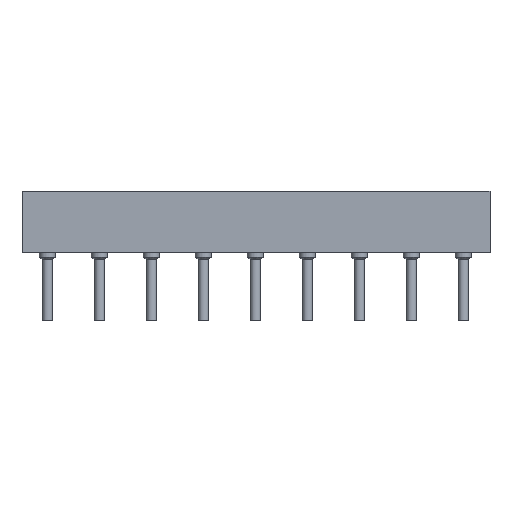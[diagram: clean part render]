
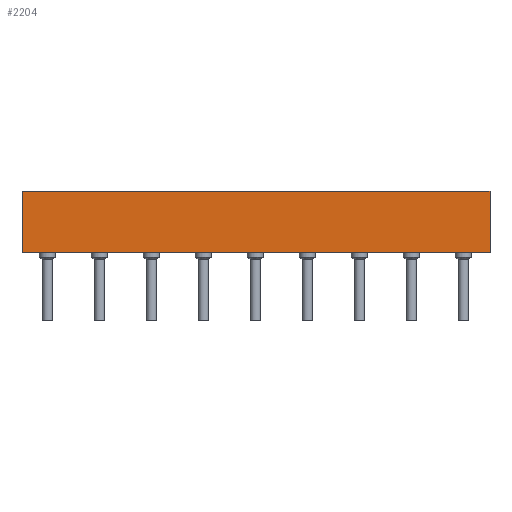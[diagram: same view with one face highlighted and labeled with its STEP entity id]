
A CAD part, front view. The second image highlights one B-rep face of the part: STEP entity #2204.
In plain terms, the highlighted planar face has unit normal (0, -1, 0).
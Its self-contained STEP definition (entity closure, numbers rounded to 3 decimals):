
#2115 = LINE ( 'NONE', #11394, #4155 ) ;
#2204 = ADVANCED_FACE ( 'NONE', ( #3787 ), #8386, .T. ) ;
#2245 = VERTEX_POINT ( 'NONE', #13066 ) ;
#2999 = DIRECTION ( 'NONE',  ( 0., 0., 1. ) ) ;
#3078 = VERTEX_POINT ( 'NONE', #11284 ) ;
#3218 = LINE ( 'NONE', #14617, #14614 ) ;
#3489 = VECTOR ( 'NONE', #2999, 1000. ) ;
#3787 = FACE_OUTER_BOUND ( 'NONE', #4980, .T. ) ;
#4155 = VECTOR ( 'NONE', #9999, 1000. ) ;
#4288 = DIRECTION ( 'NONE',  ( 0., 0., 1. ) ) ;
#4303 = VERTEX_POINT ( 'NONE', #7938 ) ;
#4842 = CARTESIAN_POINT ( 'NONE',  ( -1.234, -1.5, 3.474 ) ) ;
#4849 = DIRECTION ( 'NONE',  ( 0., 0., 1. ) ) ;
#4980 = EDGE_LOOP ( 'NONE', ( #6818, #12588, #9325, #9393 ) ) ;
#5687 = EDGE_CURVE ( 'NONE', #4303, #2245, #13340, .T. ) ;
#5988 = VECTOR ( 'NONE', #14584, 1000. ) ;
#6348 = LINE ( 'NONE', #14797, #5988 ) ;
#6818 = ORIENTED_EDGE ( 'NONE', *, *, #5687, .F. ) ;
#7938 = CARTESIAN_POINT ( 'NONE',  ( -1.234, -1.5, 0.474 ) ) ;
#8203 = EDGE_CURVE ( 'NONE', #3078, #13943, #3218, .T. ) ;
#8245 = CARTESIAN_POINT ( 'NONE',  ( -1.234, -1.5, 3.474 ) ) ;
#8386 = PLANE ( 'NONE',  #11559 ) ;
#9325 = ORIENTED_EDGE ( 'NONE', *, *, #8203, .T. ) ;
#9393 = ORIENTED_EDGE ( 'NONE', *, *, #10474, .F. ) ;
#9656 = DIRECTION ( 'NONE',  ( 0., -1., 0. ) ) ;
#9999 = DIRECTION ( 'NONE',  ( 1., 0., 0. ) ) ;
#10474 = EDGE_CURVE ( 'NONE', #2245, #13943, #2115, .T. ) ;
#11284 = CARTESIAN_POINT ( 'NONE',  ( 21.635, -1.5, 0.474 ) ) ;
#11394 = CARTESIAN_POINT ( 'NONE',  ( 16.516, -1.5, 3.474 ) ) ;
#11559 = AXIS2_PLACEMENT_3D ( 'NONE', #8245, #9656, #4849 ) ;
#12588 = ORIENTED_EDGE ( 'NONE', *, *, #13813, .T. ) ;
#12792 = CARTESIAN_POINT ( 'NONE',  ( 21.635, -1.5, 3.474 ) ) ;
#13066 = CARTESIAN_POINT ( 'NONE',  ( -1.234, -1.5, 3.474 ) ) ;
#13340 = LINE ( 'NONE', #4842, #3489 ) ;
#13813 = EDGE_CURVE ( 'NONE', #4303, #3078, #6348, .T. ) ;
#13943 = VERTEX_POINT ( 'NONE', #12792 ) ;
#14584 = DIRECTION ( 'NONE',  ( 1., 0., 0. ) ) ;
#14614 = VECTOR ( 'NONE', #4288, 1000. ) ;
#14617 = CARTESIAN_POINT ( 'NONE',  ( 21.635, -1.5, 1.974 ) ) ;
#14797 = CARTESIAN_POINT ( 'NONE',  ( 16.516, -1.5, 0.474 ) ) ;
